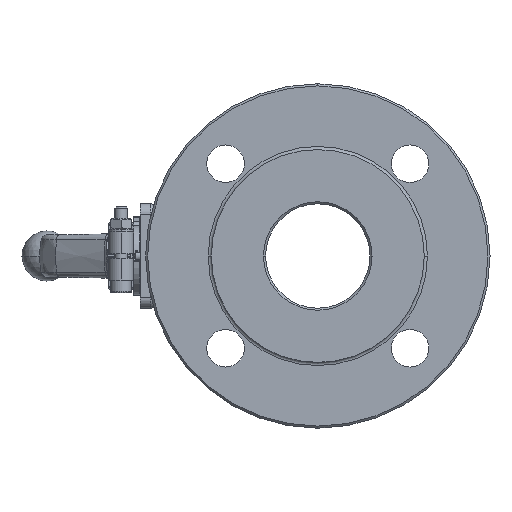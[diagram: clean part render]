
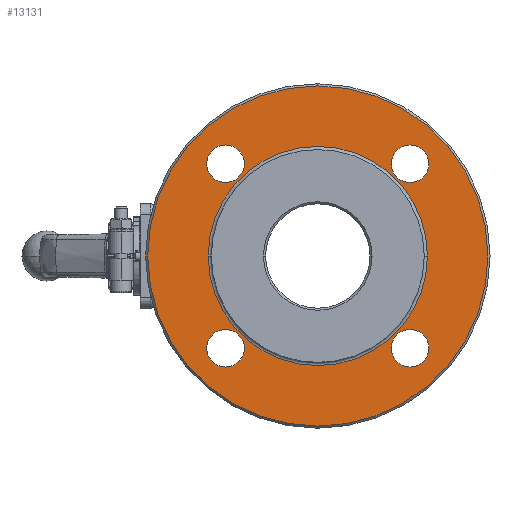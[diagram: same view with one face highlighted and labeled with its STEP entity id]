
A CAD part, left-side view. The second image highlights one B-rep face of the part: STEP entity #13131.
In plain terms, the highlighted planar face has unit normal (-1, 0, 0).
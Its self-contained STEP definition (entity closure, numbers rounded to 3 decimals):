
#346 = DIRECTION ( 'NONE',  ( 0., 1., 0. ) ) ;
#600 = DIRECTION ( 'NONE',  ( 1., 0., 0. ) ) ;
#925 = EDGE_CURVE ( 'NONE', #10973, #23341, #20947, .T. ) ;
#1401 = DIRECTION ( 'NONE',  ( 1., 0., 0. ) ) ;
#1645 = AXIS2_PLACEMENT_3D ( 'NONE', #34986, #3275, #346 ) ;
#1761 = DIRECTION ( 'NONE',  ( 0., 0., 1. ) ) ;
#2070 = EDGE_LOOP ( 'NONE', ( #30756, #32945 ) ) ;
#2375 = AXIS2_PLACEMENT_3D ( 'NONE', #40287, #11908, #37173 ) ;
#2550 = CARTESIAN_POINT ( 'NONE',  ( -51.5, -1.25, -66.25 ) ) ;
#2870 = CARTESIAN_POINT ( 'NONE',  ( -51.5, -54.444, -44.194 ) ) ;
#2985 = EDGE_LOOP ( 'NONE', ( #35533, #19580 ) ) ;
#3127 = AXIS2_PLACEMENT_3D ( 'NONE', #2550, #15423, #31178 ) ;
#3275 = DIRECTION ( 'NONE',  ( 1., 0., 0. ) ) ;
#3457 = DIRECTION ( 'NONE',  ( 1., 0., 0. ) ) ;
#3664 = DIRECTION ( 'NONE',  ( 0., 1., 0. ) ) ;
#3823 = AXIS2_PLACEMENT_3D ( 'NONE', #13013, #3457, #3664 ) ;
#4316 = DIRECTION ( 'NONE',  ( -1., 0., 0. ) ) ;
#4580 = EDGE_CURVE ( 'NONE', #40296, #22534, #6315, .T. ) ;
#4833 = VERTEX_POINT ( 'NONE', #23315 ) ;
#5090 = AXIS2_PLACEMENT_3D ( 'NONE', #18229, #24626, #37261 ) ;
#6222 = VERTEX_POINT ( 'NONE', #24120 ) ;
#6315 = CIRCLE ( 'NONE', #1645, 9. ) ;
#6881 = VERTEX_POINT ( 'NONE', #14862 ) ;
#7083 = CIRCLE ( 'NONE', #5090, 9. ) ;
#7282 = AXIS2_PLACEMENT_3D ( 'NONE', #23448, #23237, #32568 ) ;
#7600 = EDGE_LOOP ( 'NONE', ( #24920, #27031 ) ) ;
#7652 = CIRCLE ( 'NONE', #27507, 9. ) ;
#8080 = EDGE_CURVE ( 'NONE', #28966, #4833, #7652, .T. ) ;
#8368 = ORIENTED_EDGE ( 'NONE', *, *, #19448, .T. ) ;
#8388 = FACE_BOUND ( 'NONE', #23389, .T. ) ;
#9179 = DIRECTION ( 'NONE',  ( 0., 1., 0. ) ) ;
#10556 = AXIS2_PLACEMENT_3D ( 'NONE', #20716, #1401, #33360 ) ;
#10744 = EDGE_CURVE ( 'NONE', #20473, #40529, #25143, .T. ) ;
#10973 = VERTEX_POINT ( 'NONE', #32803 ) ;
#11472 = ORIENTED_EDGE ( 'NONE', *, *, #21743, .T. ) ;
#11779 = AXIS2_PLACEMENT_3D ( 'NONE', #30454, #14710, #16828 ) ;
#11908 = DIRECTION ( 'NONE',  ( 1., 0., 0. ) ) ;
#12178 = ORIENTED_EDGE ( 'NONE', *, *, #38438, .F. ) ;
#12673 = EDGE_CURVE ( 'NONE', #22534, #40296, #7083, .T. ) ;
#13013 = CARTESIAN_POINT ( 'NONE',  ( -51.5, -45.444, 44.194 ) ) ;
#13131 = ADVANCED_FACE ( 'NONE', ( #27268, #18330, #30971, #8388, #21632, #24136 ), #30570, .T. ) ;
#13310 = AXIS2_PLACEMENT_3D ( 'NONE', #32517, #4316, #20090 ) ;
#13652 = EDGE_CURVE ( 'NONE', #4833, #28966, #38900, .T. ) ;
#13889 = DIRECTION ( 'NONE',  ( 0., 1., 0. ) ) ;
#14664 = CIRCLE ( 'NONE', #13310, 52.5 ) ;
#14710 = DIRECTION ( 'NONE',  ( 1., 0., 0. ) ) ;
#14862 = CARTESIAN_POINT ( 'NONE',  ( -51.5, -54.444, 44.194 ) ) ;
#15423 = DIRECTION ( 'NONE',  ( -1., 0., 0. ) ) ;
#16204 = CARTESIAN_POINT ( 'NONE',  ( -51.5, 33.944, 44.194 ) ) ;
#16558 = ORIENTED_EDGE ( 'NONE', *, *, #925, .T. ) ;
#16828 = DIRECTION ( 'NONE',  ( 0., 1., 0. ) ) ;
#16998 = CARTESIAN_POINT ( 'NONE',  ( -51.5, -1.25, 81.5 ) ) ;
#17813 = CARTESIAN_POINT ( 'NONE',  ( -51.5, -45.444, 44.194 ) ) ;
#17850 = AXIS2_PLACEMENT_3D ( 'NONE', #30596, #23965, #1761 ) ;
#18229 = CARTESIAN_POINT ( 'NONE',  ( -51.5, 42.944, 44.194 ) ) ;
#18330 = FACE_BOUND ( 'NONE', #2070, .T. ) ;
#18894 = DIRECTION ( 'NONE',  ( 0., 0., -1. ) ) ;
#19147 = CARTESIAN_POINT ( 'NONE',  ( -51.5, -45.444, -44.194 ) ) ;
#19448 = EDGE_CURVE ( 'NONE', #6222, #6881, #19454, .T. ) ;
#19454 = CIRCLE ( 'NONE', #37953, 9. ) ;
#19580 = ORIENTED_EDGE ( 'NONE', *, *, #12673, .T. ) ;
#20090 = DIRECTION ( 'NONE',  ( 0., 0., 1. ) ) ;
#20301 = CARTESIAN_POINT ( 'NONE',  ( -51.5, 51.944, 44.194 ) ) ;
#20473 = VERTEX_POINT ( 'NONE', #16998 ) ;
#20716 = CARTESIAN_POINT ( 'NONE',  ( -51.5, 42.944, -44.194 ) ) ;
#20869 = EDGE_LOOP ( 'NONE', ( #8368, #11472 ) ) ;
#20947 = CIRCLE ( 'NONE', #2375, 9. ) ;
#21632 = FACE_BOUND ( 'NONE', #20869, .T. ) ;
#21743 = EDGE_CURVE ( 'NONE', #6881, #6222, #29033, .T. ) ;
#22534 = VERTEX_POINT ( 'NONE', #16204 ) ;
#23237 = DIRECTION ( 'NONE',  ( 1., 0., 0. ) ) ;
#23315 = CARTESIAN_POINT ( 'NONE',  ( -51.5, -36.444, -44.194 ) ) ;
#23336 = CARTESIAN_POINT ( 'NONE',  ( -51.5, -1.25, -81.5 ) ) ;
#23341 = VERTEX_POINT ( 'NONE', #25939 ) ;
#23389 = EDGE_LOOP ( 'NONE', ( #39757, #16558 ) ) ;
#23448 = CARTESIAN_POINT ( 'NONE',  ( -51.5, -1.25, 0. ) ) ;
#23639 = EDGE_CURVE ( 'NONE', #23341, #10973, #35703, .T. ) ;
#23965 = DIRECTION ( 'NONE',  ( -1., 0., 0. ) ) ;
#24120 = CARTESIAN_POINT ( 'NONE',  ( -51.5, -36.444, 44.194 ) ) ;
#24136 = FACE_BOUND ( 'NONE', #7600, .T. ) ;
#24626 = DIRECTION ( 'NONE',  ( 1., 0., 0. ) ) ;
#24920 = ORIENTED_EDGE ( 'NONE', *, *, #40421, .F. ) ;
#25143 = CIRCLE ( 'NONE', #7282, 81.5 ) ;
#25626 = VERTEX_POINT ( 'NONE', #35757 ) ;
#25710 = CARTESIAN_POINT ( 'NONE',  ( -51.5, -1.25, 0. ) ) ;
#25939 = CARTESIAN_POINT ( 'NONE',  ( -51.5, 51.944, -44.194 ) ) ;
#26723 = DIRECTION ( 'NONE',  ( 1., 0., 0. ) ) ;
#27031 = ORIENTED_EDGE ( 'NONE', *, *, #36319, .F. ) ;
#27268 = FACE_OUTER_BOUND ( 'NONE', #31043, .T. ) ;
#27507 = AXIS2_PLACEMENT_3D ( 'NONE', #19147, #31784, #9179 ) ;
#28966 = VERTEX_POINT ( 'NONE', #2870 ) ;
#29033 = CIRCLE ( 'NONE', #3823, 9. ) ;
#29387 = CARTESIAN_POINT ( 'NONE',  ( -51.5, 51.25, 0. ) ) ;
#30424 = CIRCLE ( 'NONE', #39003, 81.5 ) ;
#30454 = CARTESIAN_POINT ( 'NONE',  ( -51.5, -45.444, -44.194 ) ) ;
#30570 = PLANE ( 'NONE',  #3127 ) ;
#30596 = CARTESIAN_POINT ( 'NONE',  ( -51.5, -1.25, 0. ) ) ;
#30756 = ORIENTED_EDGE ( 'NONE', *, *, #13652, .T. ) ;
#30971 = FACE_BOUND ( 'NONE', #2985, .T. ) ;
#31043 = EDGE_LOOP ( 'NONE', ( #12178, #38155 ) ) ;
#31178 = DIRECTION ( 'NONE',  ( 0., 0., 1. ) ) ;
#31784 = DIRECTION ( 'NONE',  ( 1., 0., 0. ) ) ;
#32517 = CARTESIAN_POINT ( 'NONE',  ( -51.5, -1.25, 0. ) ) ;
#32568 = DIRECTION ( 'NONE',  ( 0., 0., -1. ) ) ;
#32803 = CARTESIAN_POINT ( 'NONE',  ( -51.5, 33.944, -44.194 ) ) ;
#32945 = ORIENTED_EDGE ( 'NONE', *, *, #8080, .T. ) ;
#33360 = DIRECTION ( 'NONE',  ( 0., 1., 0. ) ) ;
#34359 = CIRCLE ( 'NONE', #17850, 52.5 ) ;
#34986 = CARTESIAN_POINT ( 'NONE',  ( -51.5, 42.944, 44.194 ) ) ;
#35533 = ORIENTED_EDGE ( 'NONE', *, *, #4580, .T. ) ;
#35703 = CIRCLE ( 'NONE', #10556, 9. ) ;
#35757 = CARTESIAN_POINT ( 'NONE',  ( -51.5, -53.75, 0. ) ) ;
#36319 = EDGE_CURVE ( 'NONE', #36932, #25626, #34359, .T. ) ;
#36932 = VERTEX_POINT ( 'NONE', #29387 ) ;
#37173 = DIRECTION ( 'NONE',  ( 0., 1., 0. ) ) ;
#37261 = DIRECTION ( 'NONE',  ( 0., 1., 0. ) ) ;
#37953 = AXIS2_PLACEMENT_3D ( 'NONE', #17813, #26723, #13889 ) ;
#38155 = ORIENTED_EDGE ( 'NONE', *, *, #10744, .F. ) ;
#38438 = EDGE_CURVE ( 'NONE', #40529, #20473, #30424, .T. ) ;
#38900 = CIRCLE ( 'NONE', #11779, 9. ) ;
#39003 = AXIS2_PLACEMENT_3D ( 'NONE', #25710, #600, #18894 ) ;
#39757 = ORIENTED_EDGE ( 'NONE', *, *, #23639, .T. ) ;
#40287 = CARTESIAN_POINT ( 'NONE',  ( -51.5, 42.944, -44.194 ) ) ;
#40296 = VERTEX_POINT ( 'NONE', #20301 ) ;
#40421 = EDGE_CURVE ( 'NONE', #25626, #36932, #14664, .T. ) ;
#40529 = VERTEX_POINT ( 'NONE', #23336 ) ;
